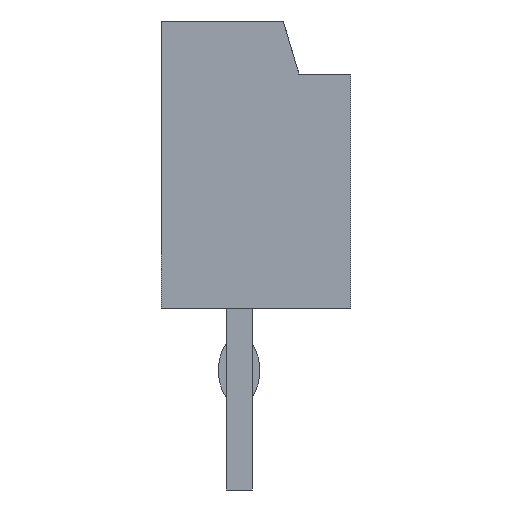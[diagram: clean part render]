
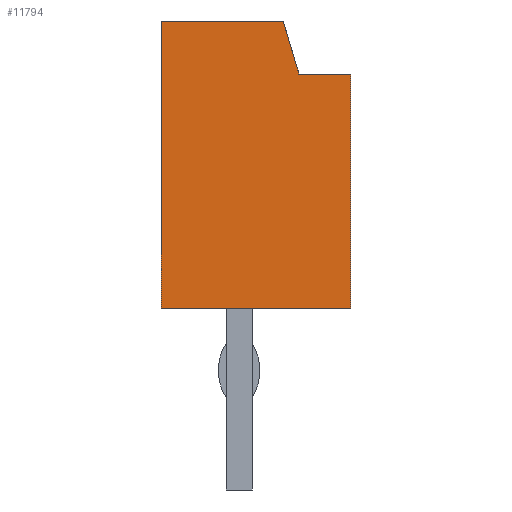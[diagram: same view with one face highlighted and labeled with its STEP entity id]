
A CAD part, left-side view. The second image highlights one B-rep face of the part: STEP entity #11794.
In plain terms, the highlighted planar face has unit normal (-1, 0, 0).
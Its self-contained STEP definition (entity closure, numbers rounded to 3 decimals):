
#32 = PLANE('',#33);
#33 = AXIS2_PLACEMENT_3D('',#34,#35,#36);
#34 = CARTESIAN_POINT('',(5.,1.5,2.75));
#35 = DIRECTION('',(0.,-1.,0.));
#36 = DIRECTION('',(1.,0.,0.));
#673 = VERTEX_POINT('',#674);
#674 = CARTESIAN_POINT('',(-2.,1.5,5.5));
#688 = PLANE('',#689);
#689 = AXIS2_PLACEMENT_3D('',#690,#691,#692);
#690 = CARTESIAN_POINT('',(12.,1.5,5.5));
#691 = DIRECTION('',(0.,0.,1.));
#692 = DIRECTION('',(-1.,0.,0.));
#700 = EDGE_CURVE('',#673,#701,#703,.T.);
#701 = VERTEX_POINT('',#702);
#702 = CARTESIAN_POINT('',(-2.,1.5,0.));
#703 = SURFACE_CURVE('',#704,(#708,#715),.PCURVE_S1.);
#704 = LINE('',#705,#706);
#705 = CARTESIAN_POINT('',(-2.,1.5,5.5));
#706 = VECTOR('',#707,1.);
#707 = DIRECTION('',(0.,0.,-1.));
#708 = PCURVE('',#32,#709);
#709 = DEFINITIONAL_REPRESENTATION('',(#710),#714);
#710 = LINE('',#711,#712);
#711 = CARTESIAN_POINT('',(-7.,2.75));
#712 = VECTOR('',#713,1.);
#713 = DIRECTION('',(0.,-1.));
#714 = ( GEOMETRIC_REPRESENTATION_CONTEXT(2) 
PARAMETRIC_REPRESENTATION_CONTEXT() REPRESENTATION_CONTEXT('2D SPACE',''
  ) );
#715 = PCURVE('',#716,#721);
#716 = PLANE('',#717);
#717 = AXIS2_PLACEMENT_3D('',#718,#719,#720);
#718 = CARTESIAN_POINT('',(-2.,1.5,5.5));
#719 = DIRECTION('',(-1.,0.,0.));
#720 = DIRECTION('',(0.,0.,-1.));
#721 = DEFINITIONAL_REPRESENTATION('',(#722),#726);
#722 = LINE('',#723,#724);
#723 = CARTESIAN_POINT('',(0.,0.));
#724 = VECTOR('',#725,1.);
#725 = DIRECTION('',(1.,0.));
#726 = ( GEOMETRIC_REPRESENTATION_CONTEXT(2) 
PARAMETRIC_REPRESENTATION_CONTEXT() REPRESENTATION_CONTEXT('2D SPACE',''
  ) );
#744 = PLANE('',#745);
#745 = AXIS2_PLACEMENT_3D('',#746,#747,#748);
#746 = CARTESIAN_POINT('',(-2.,1.5,0.));
#747 = DIRECTION('',(0.,0.,-1.));
#748 = DIRECTION('',(1.,0.,0.));
#1115 = PLANE('',#1116);
#1116 = AXIS2_PLACEMENT_3D('',#1117,#1118,#1119);
#1117 = CARTESIAN_POINT('',(5.,-2.15,2.75));
#1118 = DIRECTION('',(0.,-1.,0.));
#1119 = DIRECTION('',(1.,0.,0.));
#2879 = PLANE('',#2880);
#2880 = AXIS2_PLACEMENT_3D('',#2881,#2882,#2883);
#2881 = CARTESIAN_POINT('',(12.,-2.15,4.5));
#2882 = DIRECTION('',(0.,0.,-1.));
#2883 = DIRECTION('',(0.,1.,0.));
#2907 = PLANE('',#2908);
#2908 = AXIS2_PLACEMENT_3D('',#2909,#2910,#2911);
#2909 = CARTESIAN_POINT('',(12.,-1.15,4.5));
#2910 = DIRECTION('',(0.,0.958,-0.287));
#2911 = DIRECTION('',(0.,0.287,0.958));
#3078 = VERTEX_POINT('',#3079);
#3079 = CARTESIAN_POINT('',(-2.,-0.85,5.5));
#3100 = EDGE_CURVE('',#673,#3078,#3101,.T.);
#3101 = SURFACE_CURVE('',#3102,(#3106,#3113),.PCURVE_S1.);
#3102 = LINE('',#3103,#3104);
#3103 = CARTESIAN_POINT('',(-2.,1.5,5.5));
#3104 = VECTOR('',#3105,1.);
#3105 = DIRECTION('',(0.,-1.,0.));
#3106 = PCURVE('',#688,#3107);
#3107 = DEFINITIONAL_REPRESENTATION('',(#3108),#3112);
#3108 = LINE('',#3109,#3110);
#3109 = CARTESIAN_POINT('',(14.,0.));
#3110 = VECTOR('',#3111,1.);
#3111 = DIRECTION('',(0.,1.));
#3112 = ( GEOMETRIC_REPRESENTATION_CONTEXT(2) 
PARAMETRIC_REPRESENTATION_CONTEXT() REPRESENTATION_CONTEXT('2D SPACE',''
  ) );
#3113 = PCURVE('',#716,#3114);
#3114 = DEFINITIONAL_REPRESENTATION('',(#3115),#3119);
#3115 = LINE('',#3116,#3117);
#3116 = CARTESIAN_POINT('',(0.,0.));
#3117 = VECTOR('',#3118,1.);
#3118 = DIRECTION('',(0.,1.));
#3119 = ( GEOMETRIC_REPRESENTATION_CONTEXT(2) 
PARAMETRIC_REPRESENTATION_CONTEXT() REPRESENTATION_CONTEXT('2D SPACE',''
  ) );
#3633 = VERTEX_POINT('',#3634);
#3634 = CARTESIAN_POINT('',(-2.,-1.15,4.5));
#3655 = EDGE_CURVE('',#3633,#3078,#3656,.T.);
#3656 = SURFACE_CURVE('',#3657,(#3661,#3668),.PCURVE_S1.);
#3657 = LINE('',#3658,#3659);
#3658 = CARTESIAN_POINT('',(-2.,-1.15,4.5));
#3659 = VECTOR('',#3660,1.);
#3660 = DIRECTION('',(0.,0.287,0.958));
#3661 = PCURVE('',#2907,#3662);
#3662 = DEFINITIONAL_REPRESENTATION('',(#3663),#3667);
#3663 = LINE('',#3664,#3665);
#3664 = CARTESIAN_POINT('',(0.,-14.));
#3665 = VECTOR('',#3666,1.);
#3666 = DIRECTION('',(1.,0.));
#3667 = ( GEOMETRIC_REPRESENTATION_CONTEXT(2) 
PARAMETRIC_REPRESENTATION_CONTEXT() REPRESENTATION_CONTEXT('2D SPACE',''
  ) );
#3668 = PCURVE('',#716,#3669);
#3669 = DEFINITIONAL_REPRESENTATION('',(#3670),#3674);
#3670 = LINE('',#3671,#3672);
#3671 = CARTESIAN_POINT('',(1.,2.65));
#3672 = VECTOR('',#3673,1.);
#3673 = DIRECTION('',(-0.958,-0.287));
#3674 = ( GEOMETRIC_REPRESENTATION_CONTEXT(2) 
PARAMETRIC_REPRESENTATION_CONTEXT() REPRESENTATION_CONTEXT('2D SPACE',''
  ) );
#3780 = VERTEX_POINT('',#3781);
#3781 = CARTESIAN_POINT('',(-2.,-2.15,4.5));
#3802 = EDGE_CURVE('',#3780,#3633,#3803,.T.);
#3803 = SURFACE_CURVE('',#3804,(#3808,#3815),.PCURVE_S1.);
#3804 = LINE('',#3805,#3806);
#3805 = CARTESIAN_POINT('',(-2.,-2.15,4.5));
#3806 = VECTOR('',#3807,1.);
#3807 = DIRECTION('',(0.,1.,0.));
#3808 = PCURVE('',#2879,#3809);
#3809 = DEFINITIONAL_REPRESENTATION('',(#3810),#3814);
#3810 = LINE('',#3811,#3812);
#3811 = CARTESIAN_POINT('',(0.,-14.));
#3812 = VECTOR('',#3813,1.);
#3813 = DIRECTION('',(1.,0.));
#3814 = ( GEOMETRIC_REPRESENTATION_CONTEXT(2) 
PARAMETRIC_REPRESENTATION_CONTEXT() REPRESENTATION_CONTEXT('2D SPACE',''
  ) );
#3815 = PCURVE('',#716,#3816);
#3816 = DEFINITIONAL_REPRESENTATION('',(#3817),#3821);
#3817 = LINE('',#3818,#3819);
#3818 = CARTESIAN_POINT('',(1.,3.65));
#3819 = VECTOR('',#3820,1.);
#3820 = DIRECTION('',(0.,-1.));
#3821 = ( GEOMETRIC_REPRESENTATION_CONTEXT(2) 
PARAMETRIC_REPRESENTATION_CONTEXT() REPRESENTATION_CONTEXT('2D SPACE',''
  ) );
#3976 = VERTEX_POINT('',#3977);
#3977 = CARTESIAN_POINT('',(-2.,-2.15,0.));
#3998 = EDGE_CURVE('',#3780,#3976,#3999,.T.);
#3999 = SURFACE_CURVE('',#4000,(#4004,#4011),.PCURVE_S1.);
#4000 = LINE('',#4001,#4002);
#4001 = CARTESIAN_POINT('',(-2.,-2.15,4.5));
#4002 = VECTOR('',#4003,1.);
#4003 = DIRECTION('',(0.,0.,-1.));
#4004 = PCURVE('',#1115,#4005);
#4005 = DEFINITIONAL_REPRESENTATION('',(#4006),#4010);
#4006 = LINE('',#4007,#4008);
#4007 = CARTESIAN_POINT('',(-7.,1.75));
#4008 = VECTOR('',#4009,1.);
#4009 = DIRECTION('',(0.,-1.));
#4010 = ( GEOMETRIC_REPRESENTATION_CONTEXT(2) 
PARAMETRIC_REPRESENTATION_CONTEXT() REPRESENTATION_CONTEXT('2D SPACE',''
  ) );
#4011 = PCURVE('',#716,#4012);
#4012 = DEFINITIONAL_REPRESENTATION('',(#4013),#4017);
#4013 = LINE('',#4014,#4015);
#4014 = CARTESIAN_POINT('',(1.,3.65));
#4015 = VECTOR('',#4016,1.);
#4016 = DIRECTION('',(1.,0.));
#4017 = ( GEOMETRIC_REPRESENTATION_CONTEXT(2) 
PARAMETRIC_REPRESENTATION_CONTEXT() REPRESENTATION_CONTEXT('2D SPACE',''
  ) );
#5274 = EDGE_CURVE('',#701,#3976,#5275,.T.);
#5275 = SURFACE_CURVE('',#5276,(#5280,#5287),.PCURVE_S1.);
#5276 = LINE('',#5277,#5278);
#5277 = CARTESIAN_POINT('',(-2.,1.5,0.));
#5278 = VECTOR('',#5279,1.);
#5279 = DIRECTION('',(0.,-1.,0.));
#5280 = PCURVE('',#744,#5281);
#5281 = DEFINITIONAL_REPRESENTATION('',(#5282),#5286);
#5282 = LINE('',#5283,#5284);
#5283 = CARTESIAN_POINT('',(0.,0.));
#5284 = VECTOR('',#5285,1.);
#5285 = DIRECTION('',(0.,1.));
#5286 = ( GEOMETRIC_REPRESENTATION_CONTEXT(2) 
PARAMETRIC_REPRESENTATION_CONTEXT() REPRESENTATION_CONTEXT('2D SPACE',''
  ) );
#5287 = PCURVE('',#716,#5288);
#5288 = DEFINITIONAL_REPRESENTATION('',(#5289),#5293);
#5289 = LINE('',#5290,#5291);
#5290 = CARTESIAN_POINT('',(5.5,0.));
#5291 = VECTOR('',#5292,1.);
#5292 = DIRECTION('',(0.,1.));
#5293 = ( GEOMETRIC_REPRESENTATION_CONTEXT(2) 
PARAMETRIC_REPRESENTATION_CONTEXT() REPRESENTATION_CONTEXT('2D SPACE',''
  ) );
#11794 = ADVANCED_FACE('',(#11795),#716,.T.);
#11795 = FACE_BOUND('',#11796,.F.);
#11796 = EDGE_LOOP('',(#11797,#11798,#11799,#11800,#11801,#11802));
#11797 = ORIENTED_EDGE('',*,*,#3802,.F.);
#11798 = ORIENTED_EDGE('',*,*,#3998,.T.);
#11799 = ORIENTED_EDGE('',*,*,#5274,.F.);
#11800 = ORIENTED_EDGE('',*,*,#700,.F.);
#11801 = ORIENTED_EDGE('',*,*,#3100,.T.);
#11802 = ORIENTED_EDGE('',*,*,#3655,.F.);
